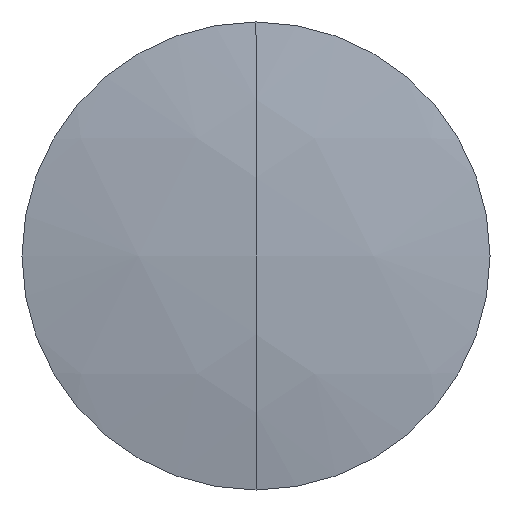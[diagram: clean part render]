
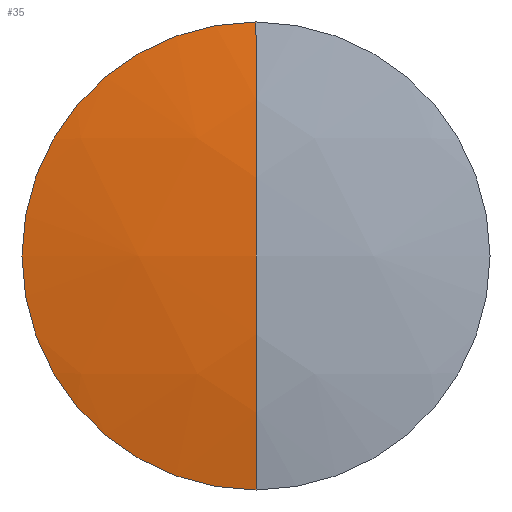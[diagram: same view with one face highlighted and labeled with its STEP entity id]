
A CAD part, front view. The second image highlights one B-rep face of the part: STEP entity #35.
In plain terms, the highlighted spherical face has radius 70.833 mm.
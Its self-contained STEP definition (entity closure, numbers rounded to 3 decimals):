
#1=CARTESIAN_POINT('POINT870',(0.,-10.,
   0.));
#2=VERTEX_POINT('VERTEX870',#1);
#3=CARTESIAN_POINT('POINT871',(0.,-8.5,
   -14.5));
#4=VERTEX_POINT('VERTEX871',#3);
#5=CARTESIAN_POINT('POS1321',(0.,60.833
   ,0.));
#6=DIRECTION('DIR1937',(1.,0.,
   0.));
#7=DIRECTION('DIR1938',(0.,0.,1.));
#8=AXIS2_PLACEMENT_3D('AXIS617',#5,#6,#7);
#9=CIRCLE('ELLIPSE254',#8,70.833);
#10=EDGE_CURVE('EDGE1321',#2,#4,#9,.T.);
#11=ORIENTED_EDGE('COEDGE2641',*,*,#10,.F.);
#12=CARTESIAN_POINT('POINT872',(0.,-8.5,
   14.5));
#13=VERTEX_POINT('VERTEX872',#12);
#14=CARTESIAN_POINT('POS1322',(0.,
   60.833,0.));
#15=DIRECTION('DIR1939',(1.,0.,
   0.));
#16=DIRECTION('DIR1940',(0.,0.,1.));
#17=AXIS2_PLACEMENT_3D('AXIS618',#14,#15,#16);
#18=CIRCLE('ELLIPSE255',#17,70.833);
#19=EDGE_CURVE('EDGE1322',#13,#2,#18,.T.);
#20=ORIENTED_EDGE('COEDGE2642',*,*,#19,.F.);
#21=CARTESIAN_POINT('POS1323',(0.,-8.5,
   0.));
#22=DIRECTION('DIR1941',(0.,1.,
   0.));
#23=DIRECTION('DIR1942',(0.,0.,
   1.));
#24=AXIS2_PLACEMENT_3D('AXIS619',#21,#22,#23);
#25=CIRCLE('ELLIPSE256',#24,14.5);
#26=EDGE_CURVE('EDGE1323',#4,#13,#25,.T.);
#27=ORIENTED_EDGE('COEDGE2643',*,*,#26,.F.);
#28=EDGE_LOOP('NONE',(#11,#20,#27));
#29=FACE_BOUND('LOOP1',#28,.T.);
#30=CARTESIAN_POINT('POS1324',(0.,
   60.833,0.));
#31=DIRECTION('DIR1943',(0.,0.,1.));
#32=DIRECTION('DIR1944',(1.,0.,0.));
#33=AXIS2_PLACEMENT_3D('AXIS620',#30,#31,#32);
#34=SPHERICAL_SURFACE('SPHERE_SURF12',#33,70.833);
#35=ADVANCED_FACE('FACE551',(#29),#34,.T.);
